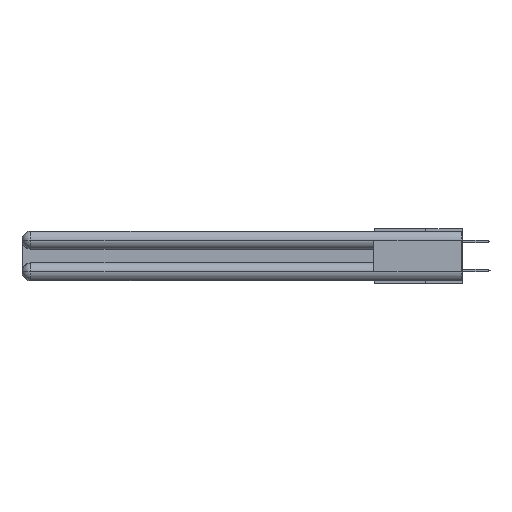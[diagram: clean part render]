
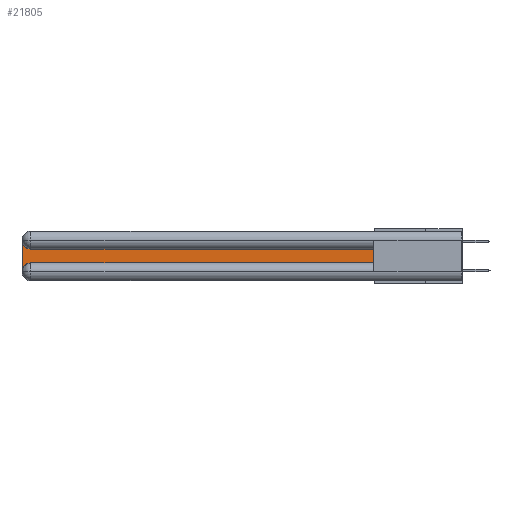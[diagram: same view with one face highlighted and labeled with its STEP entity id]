
A CAD part, left-side view. The second image highlights one B-rep face of the part: STEP entity #21805.
In plain terms, the highlighted planar face has unit normal (-1, 0, 0).
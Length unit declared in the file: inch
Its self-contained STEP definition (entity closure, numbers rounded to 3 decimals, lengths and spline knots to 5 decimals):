
#58 = CARTESIAN_POINT ( 'NONE',  ( 0.075, 0.6, -0.1225 ) ) ;
#194 = EDGE_CURVE ( 'NONE', #33039, #10065, #28006, .T. ) ;
#892 = VECTOR ( 'NONE', #8418, 39.37008 ) ;
#1185 = DIRECTION ( 'NONE',  ( 1., 0., 0. ) ) ;
#3120 = LINE ( 'NONE', #58, #24549 ) ;
#3764 = DIRECTION ( 'NONE',  ( 0., 0., -1. ) ) ;
#4654 = EDGE_CURVE ( 'NONE', #29883, #24951, #27570, .T. ) ;
#5126 = CARTESIAN_POINT ( 'NONE',  ( 0.075, 0.6, -0.1225 ) ) ;
#5928 = ORIENTED_EDGE ( 'NONE', *, *, #25142, .T. ) ;
#6460 = CARTESIAN_POINT ( 'NONE',  ( 0.075, 3., -0.0625 ) ) ;
#8197 = CARTESIAN_POINT ( 'NONE',  ( 0.075, 3., -0.2175 ) ) ;
#8418 = DIRECTION ( 'NONE',  ( 0., 0., -1. ) ) ;
#10065 = VERTEX_POINT ( 'NONE', #23867 ) ;
#10704 = VECTOR ( 'NONE', #12838, 39.37008 ) ;
#11619 = AXIS2_PLACEMENT_3D ( 'NONE', #28615, #13121, #15525 ) ;
#12516 = VERTEX_POINT ( 'NONE', #5126 ) ;
#12838 = DIRECTION ( 'NONE',  ( 0., 0., 1. ) ) ;
#13121 = DIRECTION ( 'NONE',  ( 1., 0., 0. ) ) ;
#13337 = PLANE ( 'NONE',  #11619 ) ;
#15199 = DIRECTION ( 'NONE',  ( 0., 1., 0. ) ) ;
#15525 = DIRECTION ( 'NONE',  ( 0., 0., -1. ) ) ;
#15645 = DIRECTION ( 'NONE',  ( 1., 0., 0. ) ) ;
#17397 = ORIENTED_EDGE ( 'NONE', *, *, #29895, .T. ) ;
#18191 = CARTESIAN_POINT ( 'NONE',  ( 0.075, 2.94, -0.2175 ) ) ;
#20741 = CARTESIAN_POINT ( 'NONE',  ( 0.075, 2.94, -0.2775 ) ) ;
#20987 = CARTESIAN_POINT ( 'NONE',  ( 0.075, 2.94, -0.1225 ) ) ;
#21339 = ORIENTED_EDGE ( 'NONE', *, *, #23842, .T. ) ;
#21805 = ADVANCED_FACE ( 'NONE', ( #31159 ), #13337, .F. ) ;
#22135 = ORIENTED_EDGE ( 'NONE', *, *, #32757, .T. ) ;
#22352 = CARTESIAN_POINT ( 'NONE',  ( 0.075, 3., -0.2775 ) ) ;
#22495 = CIRCLE ( 'NONE', #30860, 0.06 ) ;
#22502 = CARTESIAN_POINT ( 'NONE',  ( 0.075, 0.6, -0.2175 ) ) ;
#23842 = EDGE_CURVE ( 'NONE', #12516, #27602, #3120, .T. ) ;
#23867 = CARTESIAN_POINT ( 'NONE',  ( 0.075, 0.6, -0.2175 ) ) ;
#24549 = VECTOR ( 'NONE', #15199, 39.37008 ) ;
#24552 = AXIS2_PLACEMENT_3D ( 'NONE', #29633, #1185, #3764 ) ;
#24951 = VERTEX_POINT ( 'NONE', #22352 ) ;
#25142 = EDGE_CURVE ( 'NONE', #10065, #12516, #28125, .T. ) ;
#25172 = VECTOR ( 'NONE', #27635, 39.37008 ) ;
#25924 = DIRECTION ( 'NONE',  ( 0., 0., -1. ) ) ;
#26388 = ORIENTED_EDGE ( 'NONE', *, *, #4654, .T. ) ;
#27570 = LINE ( 'NONE', #8197, #892 ) ;
#27602 = VERTEX_POINT ( 'NONE', #20987 ) ;
#27635 = DIRECTION ( 'NONE',  ( 0., -1., 0. ) ) ;
#28006 = LINE ( 'NONE', #32880, #25172 ) ;
#28125 = LINE ( 'NONE', #22502, #10704 ) ;
#28615 = CARTESIAN_POINT ( 'NONE',  ( 0.075, 3., -0.1225 ) ) ;
#29633 = CARTESIAN_POINT ( 'NONE',  ( 0.075, 2.94, -0.0625 ) ) ;
#29883 = VERTEX_POINT ( 'NONE', #6460 ) ;
#29895 = EDGE_CURVE ( 'NONE', #27602, #29883, #32857, .T. ) ;
#30176 = EDGE_LOOP ( 'NONE', ( #21339, #17397, #26388, #22135, #31006, #5928 ) ) ;
#30860 = AXIS2_PLACEMENT_3D ( 'NONE', #20741, #15645, #25924 ) ;
#31006 = ORIENTED_EDGE ( 'NONE', *, *, #194, .T. ) ;
#31159 = FACE_OUTER_BOUND ( 'NONE', #30176, .T. ) ;
#32757 = EDGE_CURVE ( 'NONE', #24951, #33039, #22495, .T. ) ;
#32857 = CIRCLE ( 'NONE', #24552, 0.06 ) ;
#32880 = CARTESIAN_POINT ( 'NONE',  ( 0.075, 0.6, -0.2175 ) ) ;
#33039 = VERTEX_POINT ( 'NONE', #18191 ) ;
